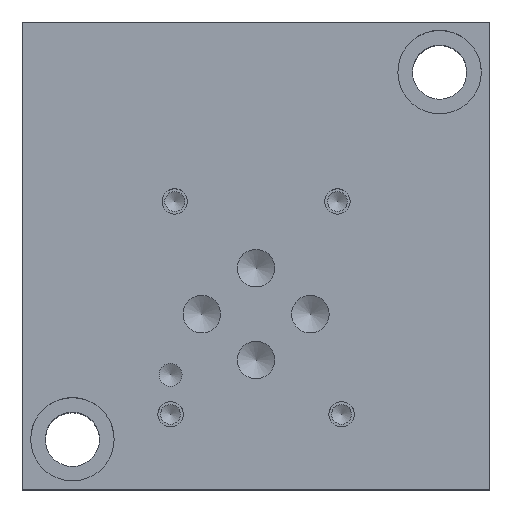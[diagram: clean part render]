
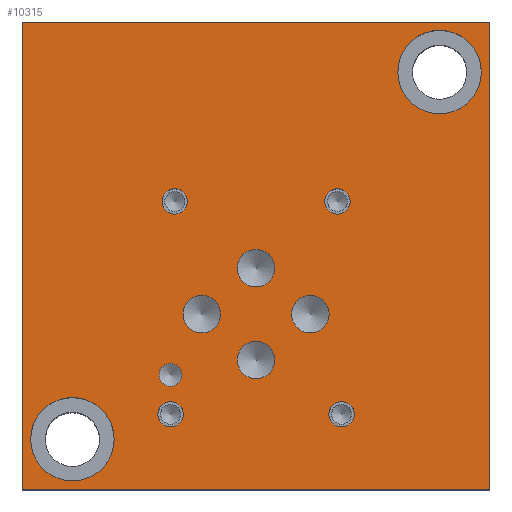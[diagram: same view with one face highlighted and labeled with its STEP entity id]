
A CAD part, top view. The second image highlights one B-rep face of the part: STEP entity #10315.
In plain terms, the highlighted planar face has unit normal (0, 0, 1).
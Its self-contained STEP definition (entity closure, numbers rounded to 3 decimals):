
#157=CIRCLE('',#10751,7.938);
#158=CIRCLE('',#10752,7.938);
#162=CIRCLE('',#10759,7.938);
#163=CIRCLE('',#10760,7.938);
#166=CIRCLE('',#10766,3.569);
#167=CIRCLE('',#10767,3.569);
#170=CIRCLE('',#10772,3.569);
#171=CIRCLE('',#10773,3.569);
#174=CIRCLE('',#10778,3.569);
#175=CIRCLE('',#10779,3.569);
#178=CIRCLE('',#10784,3.569);
#179=CIRCLE('',#10785,3.569);
#182=CIRCLE('',#10790,2.184);
#183=CIRCLE('',#10791,2.184);
#189=CIRCLE('',#10800,2.413);
#190=CIRCLE('',#10801,2.413);
#196=CIRCLE('',#10811,2.413);
#197=CIRCLE('',#10812,2.413);
#203=CIRCLE('',#10822,2.413);
#204=CIRCLE('',#10823,2.413);
#210=CIRCLE('',#10833,2.413);
#211=CIRCLE('',#10834,2.413);
#276=FACE_BOUND('',#1713,.T.);
#277=FACE_BOUND('',#1714,.T.);
#278=FACE_BOUND('',#1715,.T.);
#279=FACE_BOUND('',#1716,.T.);
#280=FACE_BOUND('',#1717,.T.);
#281=FACE_BOUND('',#1718,.T.);
#282=FACE_BOUND('',#1719,.T.);
#283=FACE_BOUND('',#1720,.T.);
#284=FACE_BOUND('',#1721,.T.);
#285=FACE_BOUND('',#1722,.T.);
#286=FACE_BOUND('',#1723,.T.);
#598=PLANE('',#10840);
#1123=FACE_OUTER_BOUND('',#1712,.T.);
#1712=EDGE_LOOP('',(#9178,#9179,#9180,#9181));
#1713=EDGE_LOOP('',(#9182,#9183));
#1714=EDGE_LOOP('',(#9184,#9185));
#1715=EDGE_LOOP('',(#9186,#9187));
#1716=EDGE_LOOP('',(#9188,#9189));
#1717=EDGE_LOOP('',(#9190,#9191));
#1718=EDGE_LOOP('',(#9192,#9193));
#1719=EDGE_LOOP('',(#9194,#9195));
#1720=EDGE_LOOP('',(#9196,#9197));
#1721=EDGE_LOOP('',(#9198,#9199));
#1722=EDGE_LOOP('',(#9200,#9201));
#1723=EDGE_LOOP('',(#9202,#9203));
#2127=LINE('',#15736,#3107);
#2607=LINE('',#17236,#3587);
#2703=LINE('',#17715,#3683);
#2704=LINE('',#17718,#3684);
#3107=VECTOR('',#11472,10.);
#3587=VECTOR('',#12304,10.);
#3683=VECTOR('',#12836,10.);
#3684=VECTOR('',#12841,10.);
#4423=VERTEX_POINT('',#15733);
#4424=VERTEX_POINT('',#15735);
#4787=VERTEX_POINT('',#17233);
#4788=VERTEX_POINT('',#17235);
#4890=VERTEX_POINT('',#17538);
#4891=VERTEX_POINT('',#17539);
#4895=VERTEX_POINT('',#17553);
#4896=VERTEX_POINT('',#17554);
#4900=VERTEX_POINT('',#17568);
#4901=VERTEX_POINT('',#17569);
#4905=VERTEX_POINT('',#17581);
#4906=VERTEX_POINT('',#17582);
#4910=VERTEX_POINT('',#17594);
#4911=VERTEX_POINT('',#17595);
#4915=VERTEX_POINT('',#17607);
#4916=VERTEX_POINT('',#17608);
#4920=VERTEX_POINT('',#17620);
#4921=VERTEX_POINT('',#17621);
#4928=VERTEX_POINT('',#17640);
#4929=VERTEX_POINT('',#17641);
#4936=VERTEX_POINT('',#17662);
#4937=VERTEX_POINT('',#17663);
#4944=VERTEX_POINT('',#17684);
#4945=VERTEX_POINT('',#17685);
#4952=VERTEX_POINT('',#17706);
#4953=VERTEX_POINT('',#17707);
#5604=EDGE_CURVE('',#4424,#4423,#2127,.T.);
#6148=EDGE_CURVE('',#4788,#4787,#2607,.T.);
#6290=EDGE_CURVE('',#4890,#4891,#157,.T.);
#6291=EDGE_CURVE('',#4891,#4890,#158,.T.);
#6297=EDGE_CURVE('',#4895,#4896,#162,.T.);
#6298=EDGE_CURVE('',#4896,#4895,#163,.T.);
#6304=EDGE_CURVE('',#4900,#4901,#166,.T.);
#6305=EDGE_CURVE('',#4901,#4900,#167,.T.);
#6310=EDGE_CURVE('',#4905,#4906,#170,.T.);
#6311=EDGE_CURVE('',#4906,#4905,#171,.T.);
#6316=EDGE_CURVE('',#4910,#4911,#174,.T.);
#6317=EDGE_CURVE('',#4911,#4910,#175,.T.);
#6322=EDGE_CURVE('',#4915,#4916,#178,.T.);
#6323=EDGE_CURVE('',#4916,#4915,#179,.T.);
#6328=EDGE_CURVE('',#4920,#4921,#182,.T.);
#6329=EDGE_CURVE('',#4921,#4920,#183,.T.);
#6337=EDGE_CURVE('',#4928,#4929,#189,.T.);
#6338=EDGE_CURVE('',#4929,#4928,#190,.T.);
#6347=EDGE_CURVE('',#4936,#4937,#196,.T.);
#6348=EDGE_CURVE('',#4937,#4936,#197,.T.);
#6357=EDGE_CURVE('',#4944,#4945,#203,.T.);
#6358=EDGE_CURVE('',#4945,#4944,#204,.T.);
#6367=EDGE_CURVE('',#4952,#4953,#210,.T.);
#6368=EDGE_CURVE('',#4953,#4952,#211,.T.);
#6371=EDGE_CURVE('',#4787,#4424,#2703,.T.);
#6372=EDGE_CURVE('',#4423,#4788,#2704,.T.);
#9178=ORIENTED_EDGE('',*,*,#6372,.T.);
#9179=ORIENTED_EDGE('',*,*,#6148,.T.);
#9180=ORIENTED_EDGE('',*,*,#6371,.T.);
#9181=ORIENTED_EDGE('',*,*,#5604,.T.);
#9182=ORIENTED_EDGE('',*,*,#6290,.T.);
#9183=ORIENTED_EDGE('',*,*,#6291,.T.);
#9184=ORIENTED_EDGE('',*,*,#6297,.T.);
#9185=ORIENTED_EDGE('',*,*,#6298,.T.);
#9186=ORIENTED_EDGE('',*,*,#6304,.T.);
#9187=ORIENTED_EDGE('',*,*,#6305,.T.);
#9188=ORIENTED_EDGE('',*,*,#6310,.T.);
#9189=ORIENTED_EDGE('',*,*,#6311,.T.);
#9190=ORIENTED_EDGE('',*,*,#6316,.T.);
#9191=ORIENTED_EDGE('',*,*,#6317,.T.);
#9192=ORIENTED_EDGE('',*,*,#6322,.T.);
#9193=ORIENTED_EDGE('',*,*,#6323,.T.);
#9194=ORIENTED_EDGE('',*,*,#6328,.T.);
#9195=ORIENTED_EDGE('',*,*,#6329,.T.);
#9196=ORIENTED_EDGE('',*,*,#6337,.T.);
#9197=ORIENTED_EDGE('',*,*,#6338,.T.);
#9198=ORIENTED_EDGE('',*,*,#6347,.T.);
#9199=ORIENTED_EDGE('',*,*,#6348,.T.);
#9200=ORIENTED_EDGE('',*,*,#6357,.T.);
#9201=ORIENTED_EDGE('',*,*,#6358,.T.);
#9202=ORIENTED_EDGE('',*,*,#6367,.T.);
#9203=ORIENTED_EDGE('',*,*,#6368,.T.);
#10315=ADVANCED_FACE('',(#1123,#276,#277,#278,#279,#280,#281,#282,#283,
#284,#285,#286),#598,.T.);
#10751=AXIS2_PLACEMENT_3D('',#17540,#12636,#12637);
#10752=AXIS2_PLACEMENT_3D('',#17541,#12638,#12639);
#10759=AXIS2_PLACEMENT_3D('',#17555,#12654,#12655);
#10760=AXIS2_PLACEMENT_3D('',#17556,#12656,#12657);
#10766=AXIS2_PLACEMENT_3D('',#17570,#12671,#12672);
#10767=AXIS2_PLACEMENT_3D('',#17571,#12673,#12674);
#10772=AXIS2_PLACEMENT_3D('',#17583,#12685,#12686);
#10773=AXIS2_PLACEMENT_3D('',#17584,#12687,#12688);
#10778=AXIS2_PLACEMENT_3D('',#17596,#12699,#12700);
#10779=AXIS2_PLACEMENT_3D('',#17597,#12701,#12702);
#10784=AXIS2_PLACEMENT_3D('',#17609,#12713,#12714);
#10785=AXIS2_PLACEMENT_3D('',#17610,#12715,#12716);
#10790=AXIS2_PLACEMENT_3D('',#17622,#12727,#12728);
#10791=AXIS2_PLACEMENT_3D('',#17623,#12729,#12730);
#10800=AXIS2_PLACEMENT_3D('',#17642,#12749,#12750);
#10801=AXIS2_PLACEMENT_3D('',#17643,#12751,#12752);
#10811=AXIS2_PLACEMENT_3D('',#17664,#12774,#12775);
#10812=AXIS2_PLACEMENT_3D('',#17665,#12776,#12777);
#10822=AXIS2_PLACEMENT_3D('',#17686,#12799,#12800);
#10823=AXIS2_PLACEMENT_3D('',#17687,#12801,#12802);
#10833=AXIS2_PLACEMENT_3D('',#17708,#12824,#12825);
#10834=AXIS2_PLACEMENT_3D('',#17709,#12826,#12827);
#10840=AXIS2_PLACEMENT_3D('',#17719,#12842,#12843);
#11472=DIRECTION('',(0.,-1.,0.));
#12304=DIRECTION('',(0.,1.,0.));
#12636=DIRECTION('center_axis',(0.,0.,-1.));
#12637=DIRECTION('ref_axis',(1.,0.,0.));
#12638=DIRECTION('center_axis',(0.,0.,-1.));
#12639=DIRECTION('ref_axis',(1.,0.,0.));
#12654=DIRECTION('center_axis',(0.,0.,-1.));
#12655=DIRECTION('ref_axis',(1.,0.,0.));
#12656=DIRECTION('center_axis',(0.,0.,-1.));
#12657=DIRECTION('ref_axis',(1.,0.,0.));
#12671=DIRECTION('center_axis',(0.,0.,-1.));
#12672=DIRECTION('ref_axis',(1.,0.,0.));
#12673=DIRECTION('center_axis',(0.,0.,-1.));
#12674=DIRECTION('ref_axis',(1.,0.,0.));
#12685=DIRECTION('center_axis',(0.,0.,-1.));
#12686=DIRECTION('ref_axis',(1.,0.,0.));
#12687=DIRECTION('center_axis',(0.,0.,-1.));
#12688=DIRECTION('ref_axis',(1.,0.,0.));
#12699=DIRECTION('center_axis',(0.,0.,-1.));
#12700=DIRECTION('ref_axis',(1.,0.,0.));
#12701=DIRECTION('center_axis',(0.,0.,-1.));
#12702=DIRECTION('ref_axis',(1.,0.,0.));
#12713=DIRECTION('center_axis',(0.,0.,-1.));
#12714=DIRECTION('ref_axis',(1.,0.,0.));
#12715=DIRECTION('center_axis',(0.,0.,-1.));
#12716=DIRECTION('ref_axis',(1.,0.,0.));
#12727=DIRECTION('center_axis',(0.,0.,-1.));
#12728=DIRECTION('ref_axis',(1.,0.,0.));
#12729=DIRECTION('center_axis',(0.,0.,-1.));
#12730=DIRECTION('ref_axis',(1.,0.,0.));
#12749=DIRECTION('center_axis',(0.,0.,-1.));
#12750=DIRECTION('ref_axis',(1.,0.,0.));
#12751=DIRECTION('center_axis',(0.,0.,-1.));
#12752=DIRECTION('ref_axis',(1.,0.,0.));
#12774=DIRECTION('center_axis',(0.,0.,-1.));
#12775=DIRECTION('ref_axis',(1.,0.,0.));
#12776=DIRECTION('center_axis',(0.,0.,-1.));
#12777=DIRECTION('ref_axis',(1.,0.,0.));
#12799=DIRECTION('center_axis',(0.,0.,-1.));
#12800=DIRECTION('ref_axis',(1.,0.,0.));
#12801=DIRECTION('center_axis',(0.,0.,-1.));
#12802=DIRECTION('ref_axis',(1.,0.,0.));
#12824=DIRECTION('center_axis',(0.,0.,-1.));
#12825=DIRECTION('ref_axis',(1.,0.,0.));
#12826=DIRECTION('center_axis',(0.,0.,-1.));
#12827=DIRECTION('ref_axis',(1.,0.,0.));
#12836=DIRECTION('',(-1.,0.,0.));
#12841=DIRECTION('',(1.,0.,0.));
#12842=DIRECTION('center_axis',(0.,0.,1.));
#12843=DIRECTION('ref_axis',(1.,0.,0.));
#15733=CARTESIAN_POINT('',(0.,0.,76.2));
#15735=CARTESIAN_POINT('',(0.,88.9,76.2));
#15736=CARTESIAN_POINT('',(0.,88.9,76.2));
#17233=CARTESIAN_POINT('',(88.9,88.9,76.2));
#17235=CARTESIAN_POINT('',(88.9,0.,76.2));
#17236=CARTESIAN_POINT('',(88.9,0.,76.2));
#17538=CARTESIAN_POINT('',(87.313,79.375,76.2));
#17539=CARTESIAN_POINT('',(71.438,79.375,76.2));
#17540=CARTESIAN_POINT('Origin',(79.375,79.375,76.2));
#17541=CARTESIAN_POINT('Origin',(79.375,79.375,76.2));
#17553=CARTESIAN_POINT('',(17.463,9.525,76.2));
#17554=CARTESIAN_POINT('',(1.588,9.525,76.2));
#17555=CARTESIAN_POINT('Origin',(9.525,9.525,76.2));
#17556=CARTESIAN_POINT('Origin',(9.525,9.525,76.2));
#17568=CARTESIAN_POINT('',(48.019,42.062,76.2));
#17569=CARTESIAN_POINT('',(40.881,42.062,76.2));
#17570=CARTESIAN_POINT('Origin',(44.45,42.062,76.2));
#17571=CARTESIAN_POINT('Origin',(44.45,42.062,76.2));
#17581=CARTESIAN_POINT('',(37.706,33.325,76.2));
#17582=CARTESIAN_POINT('',(30.569,33.325,76.2));
#17583=CARTESIAN_POINT('Origin',(34.138,33.325,76.2));
#17584=CARTESIAN_POINT('Origin',(34.138,33.325,76.2));
#17594=CARTESIAN_POINT('',(58.357,33.325,76.2));
#17595=CARTESIAN_POINT('',(51.219,33.325,76.2));
#17596=CARTESIAN_POINT('Origin',(54.788,33.325,76.2));
#17597=CARTESIAN_POINT('Origin',(54.788,33.325,76.2));
#17607=CARTESIAN_POINT('',(48.019,24.587,76.2));
#17608=CARTESIAN_POINT('',(40.881,24.587,76.2));
#17609=CARTESIAN_POINT('Origin',(44.45,24.587,76.2));
#17610=CARTESIAN_POINT('Origin',(44.45,24.587,76.2));
#17620=CARTESIAN_POINT('',(30.378,21.768,76.2));
#17621=CARTESIAN_POINT('',(26.01,21.768,76.2));
#17622=CARTESIAN_POINT('Origin',(28.194,21.768,76.2));
#17623=CARTESIAN_POINT('Origin',(28.194,21.768,76.2));
#17640=CARTESIAN_POINT('',(63.144,14.275,76.2));
#17641=CARTESIAN_POINT('',(58.318,14.275,76.2));
#17642=CARTESIAN_POINT('Origin',(60.731,14.275,76.2));
#17643=CARTESIAN_POINT('Origin',(60.731,14.275,76.2));
#17662=CARTESIAN_POINT('',(31.394,54.762,76.2));
#17663=CARTESIAN_POINT('',(26.568,54.762,76.2));
#17664=CARTESIAN_POINT('Origin',(28.981,54.762,76.2));
#17665=CARTESIAN_POINT('Origin',(28.981,54.762,76.2));
#17684=CARTESIAN_POINT('',(62.357,54.762,76.2));
#17685=CARTESIAN_POINT('',(57.531,54.762,76.2));
#17686=CARTESIAN_POINT('Origin',(59.944,54.762,76.2));
#17687=CARTESIAN_POINT('Origin',(59.944,54.762,76.2));
#17706=CARTESIAN_POINT('',(30.607,14.275,76.2));
#17707=CARTESIAN_POINT('',(25.781,14.275,76.2));
#17708=CARTESIAN_POINT('Origin',(28.194,14.275,76.2));
#17709=CARTESIAN_POINT('Origin',(28.194,14.275,76.2));
#17715=CARTESIAN_POINT('',(88.9,88.9,76.2));
#17718=CARTESIAN_POINT('',(0.,0.,76.2));
#17719=CARTESIAN_POINT('Origin',(44.45,44.45,76.2));
